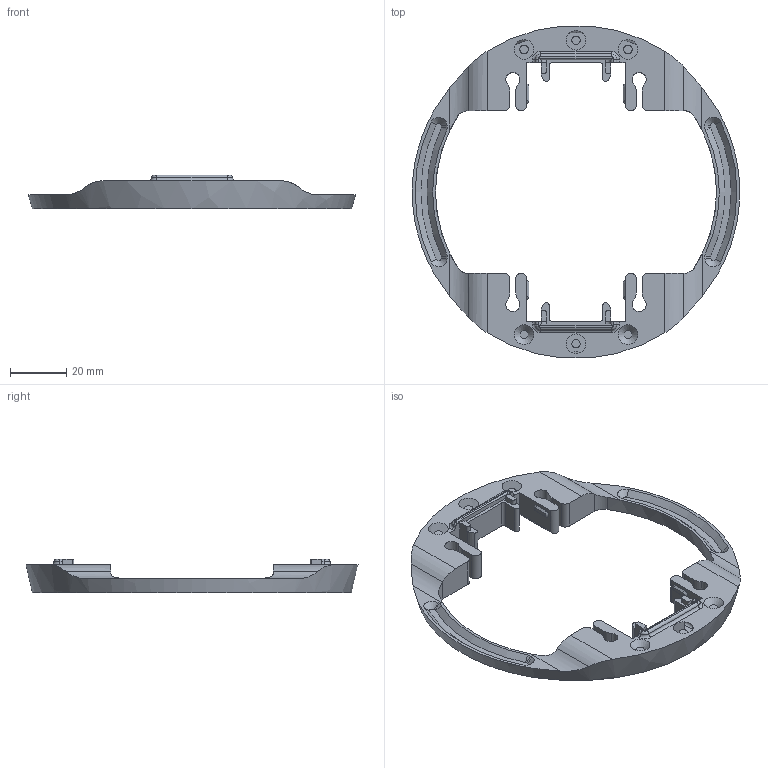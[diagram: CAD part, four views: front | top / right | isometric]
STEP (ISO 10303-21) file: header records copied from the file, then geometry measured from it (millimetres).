
FILE_DESCRIPTION(/* description */ (''),/* implementation_level */ '2;1');
FILE_NAME(/* name */ 'camera-top.stp',/* time_stamp */ '2024-11-12T17:34:41-08:00',/* author */ ('generic'),/* organization */ (''),/* preprocessor_version */ 'ST-DEVELOPER v19.2',/* originating_system */ 'Autodesk Inventor 2024',/* authorisation */ '');
FILE_SCHEMA (('AUTOMOTIVE_DESIGN { 1 0 10303 214 3 1 1 }'));
Length unit declared in the file: millimetre
Products named in the file (1): camera-top
Bounding box: 116.51 x 118.15 x 12 mm (x, y, z)
Volume: 30444.4 mm3; surface area: 15180 mm2
Topology: 1 solids, 1 shells, 196 faces, 527 edges, 346 vertices
Faces by surface type: cylinder 81, plane 77, cone 26, bspline 7, torus 4, sphere 1
Entity records: 6585 total; most frequent: CARTESIAN_POINT 1532, DIRECTION 1062, ORIENTED_EDGE 1054, EDGE_CURVE 527, AXIS2_PLACEMENT_3D 389, VERTEX_POINT 345, LINE 284, VECTOR 284
